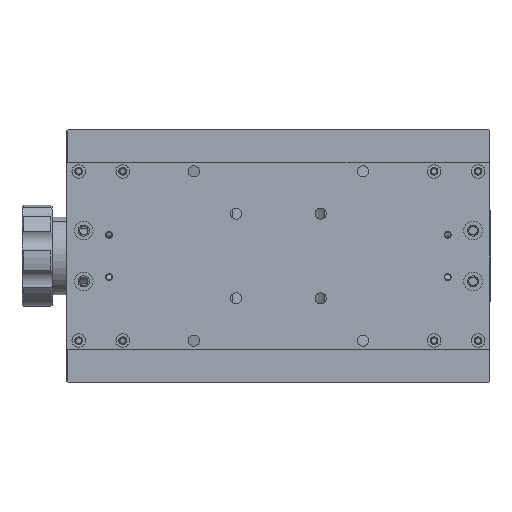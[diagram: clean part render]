
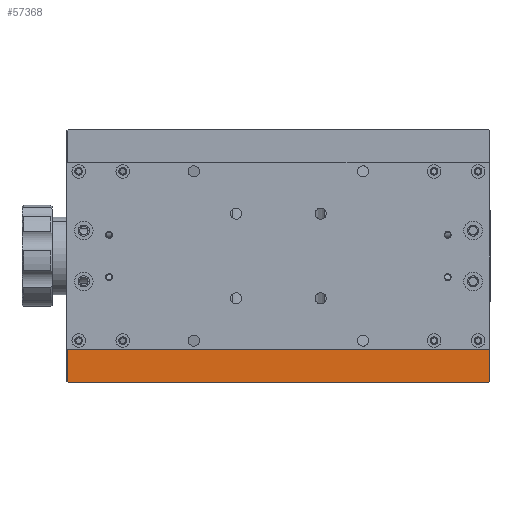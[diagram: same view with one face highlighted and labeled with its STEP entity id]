
A CAD part, front view. The second image highlights one B-rep face of the part: STEP entity #57368.
In plain terms, the highlighted planar face has unit normal (0, -1, 0).
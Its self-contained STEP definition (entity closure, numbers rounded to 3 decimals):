
#523 = VECTOR ( 'NONE', #13828, 1000. ) ;
#610 = EDGE_LOOP ( 'NONE', ( #24284, #43280, #36777, #47371, #29543, #37224 ) ) ;
#3243 = CARTESIAN_POINT ( 'NONE',  ( -148.079, -36.013, 175.354 ) ) ;
#5132 = LINE ( 'NONE', #60889, #40118 ) ;
#5262 = CARTESIAN_POINT ( 'NONE',  ( 99.36, -36.013, 175.5 ) ) ;
#6877 = VECTOR ( 'NONE', #28402, 1000. ) ;
#9461 = VERTEX_POINT ( 'NONE', #5262 ) ;
#9757 = DIRECTION ( 'NONE',  ( 0.707, 0., 0.707 ) ) ;
#10193 = VERTEX_POINT ( 'NONE', #66294 ) ;
#11311 = FACE_OUTER_BOUND ( 'NONE', #610, .T. ) ;
#13828 = DIRECTION ( 'NONE',  ( 0., 0., -1. ) ) ;
#14587 = EDGE_CURVE ( 'NONE', #9461, #62525, #30498, .T. ) ;
#15176 = PLANE ( 'NONE',  #27966 ) ;
#16577 = EDGE_CURVE ( 'NONE', #10193, #9461, #41714, .T. ) ;
#19161 = LINE ( 'NONE', #65723, #523 ) ;
#19581 = CARTESIAN_POINT ( 'NONE',  ( -24.433, -36.013, 175.5 ) ) ;
#19635 = DIRECTION ( 'NONE',  ( 0., 0., 1. ) ) ;
#20636 = LINE ( 'NONE', #59876, #6877 ) ;
#24284 = ORIENTED_EDGE ( 'NONE', *, *, #59341, .T. ) ;
#25384 = CARTESIAN_POINT ( 'NONE',  ( -24.433, -36.013, 250. ) ) ;
#27966 = AXIS2_PLACEMENT_3D ( 'NONE', #25384, #62048, #30878 ) ;
#28402 = DIRECTION ( 'NONE',  ( 1., 0., 0. ) ) ;
#29367 = VERTEX_POINT ( 'NONE', #34640 ) ;
#29543 = ORIENTED_EDGE ( 'NONE', *, *, #16577, .T. ) ;
#29638 = VECTOR ( 'NONE', #9757, 1000. ) ;
#30498 = LINE ( 'NONE', #66214, #29638 ) ;
#30878 = DIRECTION ( 'NONE',  ( 0., 0., 1. ) ) ;
#31504 = CARTESIAN_POINT ( 'NONE',  ( 100.067, -36.013, 176.207 ) ) ;
#32631 = EDGE_CURVE ( 'NONE', #29367, #10193, #58357, .T. ) ;
#33187 = EDGE_CURVE ( 'NONE', #61870, #29367, #19161, .T. ) ;
#34640 = CARTESIAN_POINT ( 'NONE',  ( -148.933, -36.013, 176.207 ) ) ;
#35770 = VERTEX_POINT ( 'NONE', #54467 ) ;
#36777 = ORIENTED_EDGE ( 'NONE', *, *, #33187, .T. ) ;
#37224 = ORIENTED_EDGE ( 'NONE', *, *, #14587, .T. ) ;
#40118 = VECTOR ( 'NONE', #19635, 1000. ) ;
#41714 = LINE ( 'NONE', #19581, #53889 ) ;
#43280 = ORIENTED_EDGE ( 'NONE', *, *, #64661, .F. ) ;
#47371 = ORIENTED_EDGE ( 'NONE', *, *, #32631, .T. ) ;
#49866 = DIRECTION ( 'NONE',  ( 0.707, 0., -0.707 ) ) ;
#53889 = VECTOR ( 'NONE', #60623, 1000. ) ;
#54467 = CARTESIAN_POINT ( 'NONE',  ( 100.067, -36.013, 195. ) ) ;
#57368 = ADVANCED_FACE ( 'NONE', ( #11311 ), #15176, .F. ) ;
#58357 = LINE ( 'NONE', #3243, #61593 ) ;
#59341 = EDGE_CURVE ( 'NONE', #62525, #35770, #5132, .T. ) ;
#59876 = CARTESIAN_POINT ( 'NONE',  ( 108.813, -36.013, 195. ) ) ;
#60623 = DIRECTION ( 'NONE',  ( 1., 0., 0. ) ) ;
#60889 = CARTESIAN_POINT ( 'NONE',  ( 100.067, -36.013, 250. ) ) ;
#61593 = VECTOR ( 'NONE', #49866, 1000. ) ;
#61870 = VERTEX_POINT ( 'NONE', #66629 ) ;
#62048 = DIRECTION ( 'NONE',  ( 0., 1., 0. ) ) ;
#62525 = VERTEX_POINT ( 'NONE', #31504 ) ;
#64661 = EDGE_CURVE ( 'NONE', #61870, #35770, #20636, .T. ) ;
#65723 = CARTESIAN_POINT ( 'NONE',  ( -148.933, -36.013, 250. ) ) ;
#66214 = CARTESIAN_POINT ( 'NONE',  ( 100.214, -36.013, 176.354 ) ) ;
#66294 = CARTESIAN_POINT ( 'NONE',  ( -148.226, -36.013, 175.5 ) ) ;
#66629 = CARTESIAN_POINT ( 'NONE',  ( -148.933, -36.013, 195. ) ) ;
